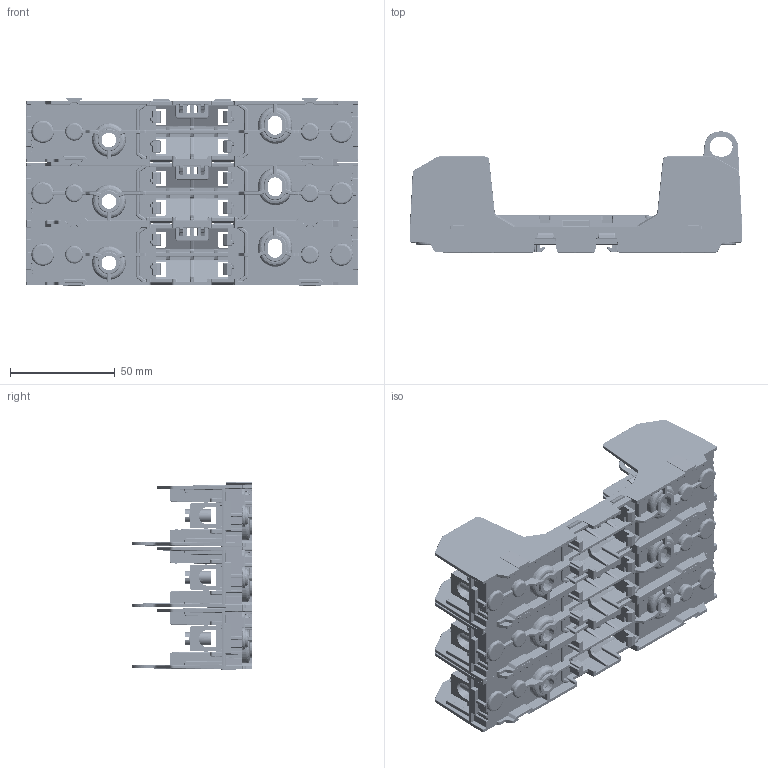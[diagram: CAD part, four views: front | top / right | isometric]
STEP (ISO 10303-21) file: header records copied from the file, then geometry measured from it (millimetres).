
FILE_DESCRIPTION (( 'STEP AP214' ), '1' );
FILE_NAME ('RM60030-3SR.STEP', '2019-07-31T16:36:39', ( '' ), ( '' ), 'SwSTEP 2.0', 'SolidWorks 2018', '' );
FILE_SCHEMA (( 'AUTOMOTIVE_DESIGN' ));
Length unit declared in the file: inch
Products named in the file (2): RM60030-3SR; RM60030-1SR
Assembly tree (3 placements, depth 2):
  RM60030-3SR
    RM60030-1SR  x3
Bounding box: 158.84 x 57.8 x 89.59 mm (x, y, z)
Volume: 156504.9 mm3; surface area: 124217.6 mm2
Topology: 21 solids, 51 shells, 10545 faces, 25488 edges, 14835 vertices
Faces by surface type: cylinder 4419, bspline 3588, plane 2370, cone 168
Entity records: 131162 total; most frequent: CARTESIAN_POINT 54621, ORIENTED_EDGE 16872, DIRECTION 12909, EDGE_CURVE 8436, VERTEX_POINT 4945, AXIS2_PLACEMENT_3D 4640, LINE 3629, VECTOR 3629
